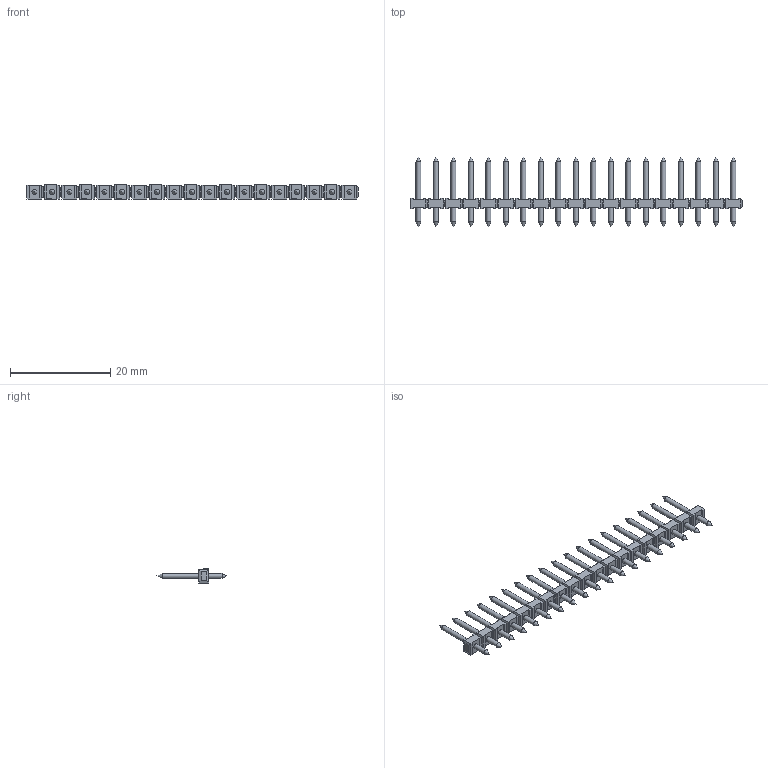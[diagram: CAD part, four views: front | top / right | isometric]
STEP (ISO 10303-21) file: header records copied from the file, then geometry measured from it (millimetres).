
FILE_DESCRIPTION( ( 'STEP AP214' ), '1' );
FILE_NAME( ' ', ' ', ( ' ' ), ( ' ' ), 'PSStep 11.0', 'VISI 17.0', ' ' );
FILE_SCHEMA( ( 'AUTOMOTIVE_DESIGN { 1 0 10303 214 1 1 1 1 }' ) );
Length unit declared in the file: millimetre
Products named in the file (1): 1
Bounding box: 66.4 x 14 x 2.8 mm (x, y, z)
Volume: 471.9 mm3; surface area: 1386.2 mm2
Topology: 1 solids, 1 shells, 530 faces, 1288 edges, 760 vertices
Faces by surface type: plane 454, cylinder 38, cone 38
Full cylindrical faces by diameter (mm): 1 x38
Entity records: 18205 total; most frequent: CARTESIAN_POINT 2389, DIRECTION 2274, ORIENTED_EDGE 2272, EDGE_CURVE 1136, LINE 1060, VECTOR 1060, VERTEX_POINT 722, AXIS2_PLACEMENT_3D 607
